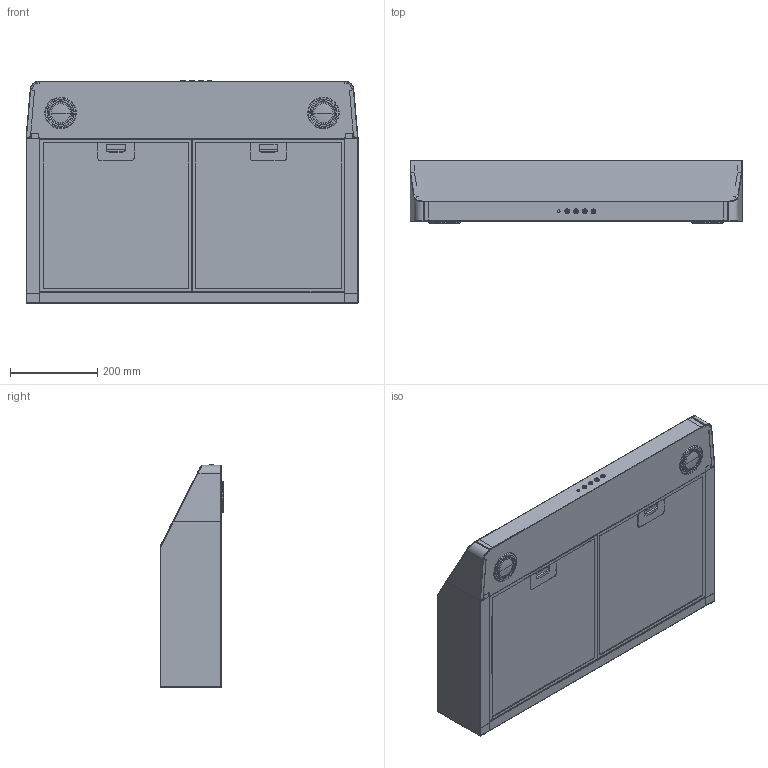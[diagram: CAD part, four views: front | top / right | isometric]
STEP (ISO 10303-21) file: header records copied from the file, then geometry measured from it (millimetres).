
FILE_DESCRIPTION((''),'2;1');
FILE_NAME('02B_786_ASM','2020-01-09T19:02:51',('PW002'),(''),'CREO PARAMETRIC BY PTC INC, 2018500','CREO PARAMETRIC BY PTC INC, 2018500','');
FILE_SCHEMA(('CONFIG_CONTROL_DESIGN'));
Products named in the file (10): 02B_123; 02B_054; 02B_055; 02B_778_ASM; FIM_024; CME_FARETTO_220V; 02B_031; K21_003; K21_710_D10_ASM; 02B_786_ASM
Assembly tree (12 placements, depth 3):
  02B_786_ASM
    02B_778_ASM
      02B_123
      02B_054
      02B_055
    FIM_024  x2
    CME_FARETTO_220V  x2
    02B_031  x2
    K21_710_D10_ASM
      K21_003
Bounding box: 760 x 146.09 x 510.13 mm (x, y, z)
Volume: 1599890.6 mm3; surface area: 2264648 mm2
Topology: 10 solids, 10 shells, 2947 faces, 7286 edges, 4416 vertices
Faces by surface type: plane 1419, cylinder 769, torus 322, cone 210, bspline 187, sphere 40
Entity records: 92579 total; most frequent: CARTESIAN_POINT 27900, DIRECTION 13669, ORIENTED_EDGE 13372, EDGE_CURVE 6686, AXIS2_PLACEMENT_3D 4892, VERTEX_POINT 4043, VECTOR 3885, LINE 3885
